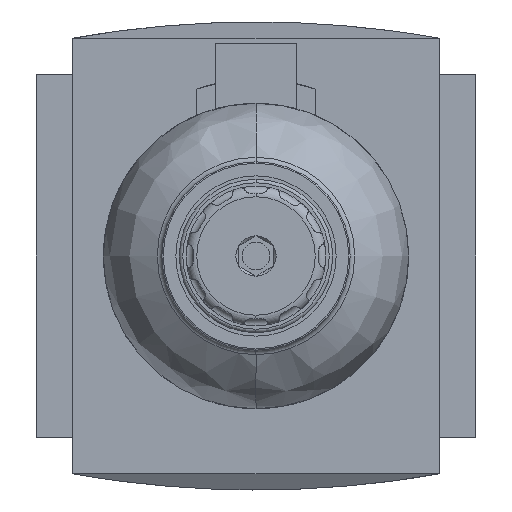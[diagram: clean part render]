
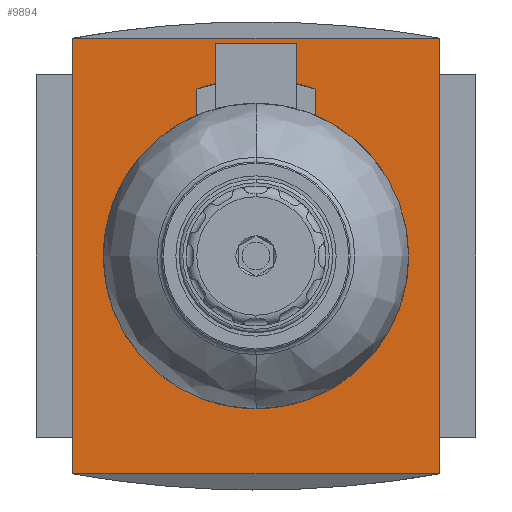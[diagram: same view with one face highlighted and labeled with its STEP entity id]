
A CAD part, front view. The second image highlights one B-rep face of the part: STEP entity #9894.
In plain terms, the highlighted planar face has unit normal (0, -1, 0).
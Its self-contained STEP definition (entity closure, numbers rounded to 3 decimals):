
#495 = CARTESIAN_POINT ( 'NONE',  ( 0., -37.5, 31.25 ) ) ;
#902 = ORIENTED_EDGE ( 'NONE', *, *, #1412, .T. ) ;
#1175 = VECTOR ( 'NONE', #8590, 1000. ) ;
#1412 = EDGE_CURVE ( 'NONE', #14032, #10662, #5106, .T. ) ;
#1683 = VERTEX_POINT ( 'NONE', #19006 ) ;
#1782 = VECTOR ( 'NONE', #16742, 1000. ) ;
#2039 = ORIENTED_EDGE ( 'NONE', *, *, #5067, .F. ) ;
#2763 = LINE ( 'NONE', #6460, #19167 ) ;
#2792 = DIRECTION ( 'NONE',  ( 1., 0., 0. ) ) ;
#3701 = PLANE ( 'NONE',  #12470 ) ;
#3765 = VERTEX_POINT ( 'NONE', #17862 ) ;
#3867 = EDGE_CURVE ( 'NONE', #3765, #1683, #13666, .T. ) ;
#4310 = ORIENTED_EDGE ( 'NONE', *, *, #9578, .F. ) ;
#4378 = CARTESIAN_POINT ( 'NONE',  ( 0., -37.5, -31.25 ) ) ;
#4416 = FACE_OUTER_BOUND ( 'NONE', #7213, .T. ) ;
#5005 = CARTESIAN_POINT ( 'NONE',  ( 0., -37.5, 116.435 ) ) ;
#5067 = EDGE_CURVE ( 'NONE', #3765, #10662, #2763, .T. ) ;
#5106 = LINE ( 'NONE', #495, #1782 ) ;
#5676 = CARTESIAN_POINT ( 'NONE',  ( 26.25, -37.5, 31.25 ) ) ;
#5999 = ORIENTED_EDGE ( 'NONE', *, *, #3867, .T. ) ;
#6460 = CARTESIAN_POINT ( 'NONE',  ( -26.25, -37.5, -31.25 ) ) ;
#7213 = EDGE_LOOP ( 'NONE', ( #2039, #5999, #4310, #902 ) ) ;
#8590 = DIRECTION ( 'NONE',  ( 0., 0., -1. ) ) ;
#9578 = EDGE_CURVE ( 'NONE', #14032, #1683, #12271, .T. ) ;
#9894 = ADVANCED_FACE ( 'NONE', ( #4416 ), #3701, .F. ) ;
#10662 = VERTEX_POINT ( 'NONE', #19081 ) ;
#12271 = LINE ( 'NONE', #5676, #1175 ) ;
#12470 = AXIS2_PLACEMENT_3D ( 'NONE', #5005, #18278, #15299 ) ;
#12802 = DIRECTION ( 'NONE',  ( 0., 0., 1. ) ) ;
#13233 = CARTESIAN_POINT ( 'NONE',  ( 26.25, -37.5, 31.25 ) ) ;
#13666 = LINE ( 'NONE', #4378, #18536 ) ;
#14032 = VERTEX_POINT ( 'NONE', #13233 ) ;
#15299 = DIRECTION ( 'NONE',  ( 0., 0., 1. ) ) ;
#16742 = DIRECTION ( 'NONE',  ( -1., 0., 0. ) ) ;
#17862 = CARTESIAN_POINT ( 'NONE',  ( -26.25, -37.5, -31.25 ) ) ;
#18278 = DIRECTION ( 'NONE',  ( 0., 1., 0. ) ) ;
#18536 = VECTOR ( 'NONE', #2792, 1000. ) ;
#19006 = CARTESIAN_POINT ( 'NONE',  ( 26.25, -37.5, -31.25 ) ) ;
#19081 = CARTESIAN_POINT ( 'NONE',  ( -26.25, -37.5, 31.25 ) ) ;
#19167 = VECTOR ( 'NONE', #12802, 1000. ) ;
